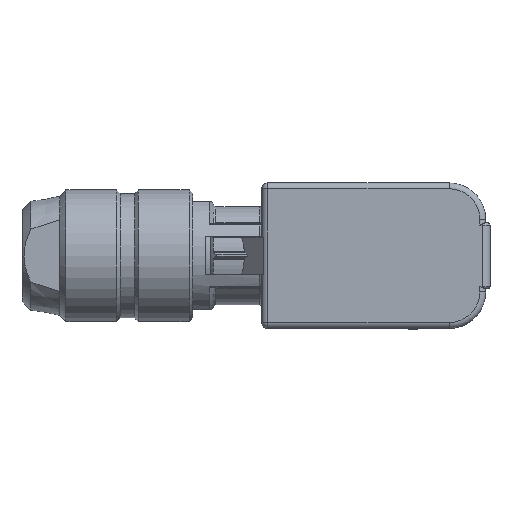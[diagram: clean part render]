
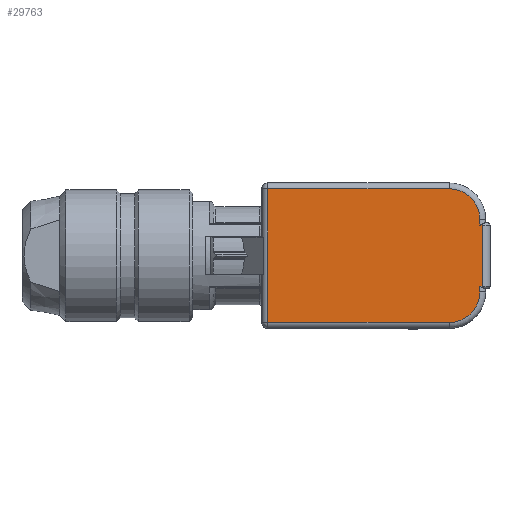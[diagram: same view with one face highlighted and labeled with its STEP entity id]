
A CAD part, top view. The second image highlights one B-rep face of the part: STEP entity #29763.
In plain terms, the highlighted planar face has unit normal (0, 0, 1).
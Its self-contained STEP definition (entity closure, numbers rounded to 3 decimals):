
#9447=DIRECTION('',(0.,-1.,0.));
#9448=VECTOR('',#9447,0.8);
#9449=CARTESIAN_POINT('',(9.2,5.,23.8));
#9450=LINE('',#9449,#9448);
#9471=DIRECTION('',(1.,0.,0.));
#9472=VECTOR('',#9471,0.3);
#9473=CARTESIAN_POINT('',(9.2,4.2,23.8));
#9474=LINE('',#9473,#9472);
#9717=DIRECTION('',(0.,-1.,0.));
#9718=VECTOR('',#9717,0.8);
#9719=CARTESIAN_POINT('',(9.2,-4.2,23.8));
#9720=LINE('',#9719,#9718);
#9724=DIRECTION('',(-1.,0.,0.));
#9725=VECTOR('',#9724,0.3);
#9726=CARTESIAN_POINT('',(9.5,-4.2,23.8));
#9727=LINE('',#9726,#9725);
#9731=CARTESIAN_POINT('',(5.,-5.,23.8));
#9732=DIRECTION('',(0.,0.,1.));
#9733=DIRECTION('',(0.,-1.,0.));
#9734=AXIS2_PLACEMENT_3D('',#9731,#9732,#9733);
#9739=CARTESIAN_POINT('',(5.,5.,23.8));
#9740=DIRECTION('',(0.,0.,1.));
#9741=DIRECTION('',(1.,0.,0.));
#9742=AXIS2_PLACEMENT_3D('',#9739,#9740,#9741);
#10086=DIRECTION('',(0.,1.,0.));
#10087=VECTOR('',#10086,18.4);
#10088=CARTESIAN_POINT('',(-20.,-9.2,23.8));
#10089=LINE('',#10088,#10087);
#10146=DIRECTION('',(-1.,0.,0.));
#10147=VECTOR('',#10146,25.);
#10148=CARTESIAN_POINT('',(5.,-9.2,23.8));
#10149=LINE('',#10148,#10147);
#10378=DIRECTION('',(1.,0.,0.));
#10379=VECTOR('',#10378,25.);
#10380=CARTESIAN_POINT('',(-20.,9.2,23.8));
#10381=LINE('',#10380,#10379);
#12467=DIRECTION('',(0.,-1.,0.));
#12468=VECTOR('',#12467,8.4);
#12469=CARTESIAN_POINT('',(9.5,4.2,23.8));
#12470=LINE('',#12469,#12468);
#22391=CARTESIAN_POINT('',(9.2,-4.2,23.8));
#22392=CARTESIAN_POINT('',(9.2,-5.,23.8));
#22393=VERTEX_POINT('',#22391);
#22394=VERTEX_POINT('',#22392);
#22395=CARTESIAN_POINT('',(9.5,-4.2,23.8));
#22396=VERTEX_POINT('',#22395);
#22397=CARTESIAN_POINT('',(9.5,4.2,23.8));
#22398=VERTEX_POINT('',#22397);
#22399=CARTESIAN_POINT('',(9.2,4.2,23.8));
#22400=VERTEX_POINT('',#22399);
#22401=CARTESIAN_POINT('',(9.2,5.,23.8));
#22402=VERTEX_POINT('',#22401);
#22403=CARTESIAN_POINT('',(5.,9.2,23.8));
#22404=VERTEX_POINT('',#22403);
#22405=CARTESIAN_POINT('',(-20.,9.2,23.8));
#22406=VERTEX_POINT('',#22405);
#22407=CARTESIAN_POINT('',(-20.,-9.2,23.8));
#22408=VERTEX_POINT('',#22407);
#22409=CARTESIAN_POINT('',(5.,-9.2,23.8));
#22410=VERTEX_POINT('',#22409);
#29740=CARTESIAN_POINT('',(8.9,4.5,23.8));
#29741=DIRECTION('',(0.,0.,1.));
#29742=DIRECTION('',(-1.,0.,0.));
#29743=AXIS2_PLACEMENT_3D('',#29740,#29741,#29742);
#29744=PLANE('',#29743);
#29745=ORIENTED_EDGE('',*,*,#29722,.T.);
#29747=ORIENTED_EDGE('',*,*,#29746,.F.);
#29749=ORIENTED_EDGE('',*,*,#29748,.T.);
#29751=ORIENTED_EDGE('',*,*,#29750,.T.);
#29753=ORIENTED_EDGE('',*,*,#29752,.T.);
#29755=ORIENTED_EDGE('',*,*,#29754,.F.);
#29756=ORIENTED_EDGE('',*,*,#29535,.T.);
#29757=ORIENTED_EDGE('',*,*,#29554,.T.);
#29759=ORIENTED_EDGE('',*,*,#29758,.T.);
#29760=ORIENTED_EDGE('',*,*,#29732,.T.);
#29761=EDGE_LOOP('',(#29745,#29747,#29749,#29751,#29753,#29755,#29756,#29757,
#29759,#29760));
#29762=FACE_OUTER_BOUND('',#29761,.F.);
#29763=ADVANCED_FACE('',(#29762),#29744,.T.);
#9735=CIRCLE('',#9734,4.2);
#9743=CIRCLE('',#9742,4.2);
#29535=EDGE_CURVE('',#22402,#22400,#9450,.T.);
#29554=EDGE_CURVE('',#22400,#22398,#9474,.T.);
#29722=EDGE_CURVE('',#22393,#22394,#9720,.T.);
#29732=EDGE_CURVE('',#22396,#22393,#9727,.T.);
#29746=EDGE_CURVE('',#22410,#22394,#9735,.T.);
#29748=EDGE_CURVE('',#22410,#22408,#10149,.T.);
#29750=EDGE_CURVE('',#22408,#22406,#10089,.T.);
#29752=EDGE_CURVE('',#22406,#22404,#10381,.T.);
#29754=EDGE_CURVE('',#22402,#22404,#9743,.T.);
#29758=EDGE_CURVE('',#22398,#22396,#12470,.T.);
